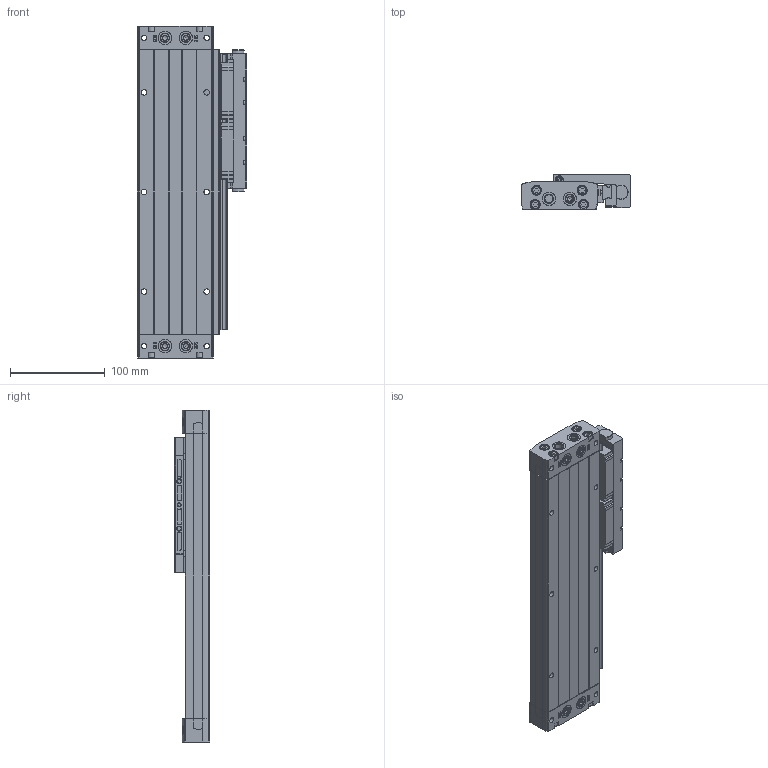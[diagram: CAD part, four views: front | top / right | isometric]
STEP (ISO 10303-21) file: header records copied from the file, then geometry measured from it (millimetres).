
FILE_DESCRIPTION(/* description */ ('STEP AP214'),/* implementation_level */ '2;1');
FILE_NAME(/* name */ '5072371_DLGF-KF-25-150-PPSA',/* time_stamp */ '2024-08-20T14:26:02+02:00',/* author */ ('License CC BY-ND 4.0'),/* organization */ ('CADENAS'),/* preprocessor_version */ 'ST-DEVELOPER v19.3',/* originating_system */ 'PARTsolutions',/* authorisation */ ' ');
FILE_SCHEMA (('AUTOMOTIVE_DESIGN {1 0 10303 214 3 1 1}'));
Length unit declared in the file: millimetre
Products named in the file (6): 5072371 DLGF-KF-25-150-PPSA---(0); 8063800 DLGF-25-KF-150---(G); 3632631 DLGF-25; 8070090 DLGF-25; 8070146 DLGF-20/25; 116515 G1/8
Assembly tree (13 placements, depth 2):
  5072371 DLGF-KF-25-150-PPSA---(0)
    8063800 DLGF-25-KF-150---(G)
    3632631 DLGF-25
    8070090 DLGF-25
    8070146 DLGF-20/25  x4
    116515 G1/8  x6
Bounding box: 115 x 37 x 350 mm (x, y, z)
Volume: 907668.3 mm3; surface area: 183527.7 mm2
Topology: 13 solids, 13 shells, 1241 faces, 3050 edges, 1950 vertices
Faces by surface type: plane 661, cylinder 384, cone 124, torus 72
Full cylindrical faces by diameter (mm): 2.459 x13, 3 x8, 3.242 x9, 4 x1, 4.134 x6, 4.2 x2, 5 x1, 5.5 x13, 5.8 x10, 6 x2, 6.5 x4, 7 x1, 8 x1, 8.4 x1, 8.5 x8, 8.566 x8, 9 x3, 9.728 x18, 10 x14, 11 x8, 14 x8
Entity records: 34505 total; most frequent: CARTESIAN_POINT 5537, DIRECTION 5513, ORIENTED_EDGE 4918, EDGE_CURVE 2459, AXIS2_PLACEMENT_3D 1983, VERTEX_POINT 1761, FACE_BOUND 1566, LINE 1547
